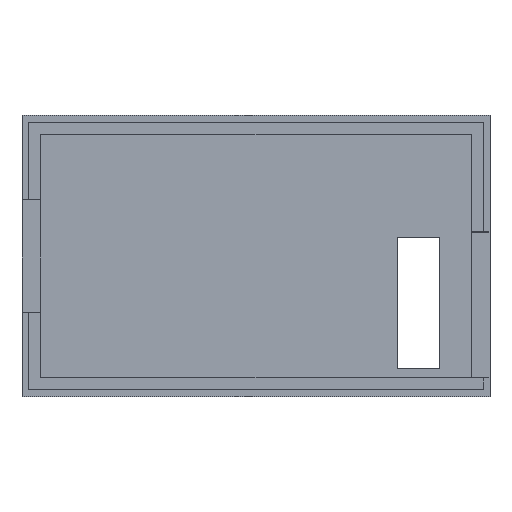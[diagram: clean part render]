
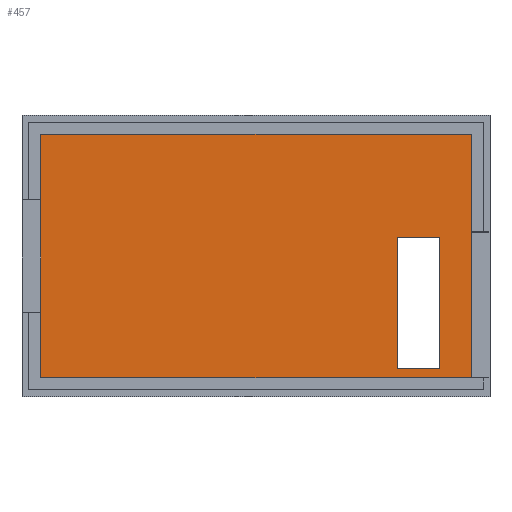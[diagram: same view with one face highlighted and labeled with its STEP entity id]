
A CAD part, top view. The second image highlights one B-rep face of the part: STEP entity #457.
In plain terms, the highlighted planar face has unit normal (0, 0, 1).
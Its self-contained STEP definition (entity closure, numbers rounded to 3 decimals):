
#33 = VERTEX_POINT('',#34);
#34 = CARTESIAN_POINT('',(-22.875,12.95,-4.4));
#43 = PLANE('',#44);
#44 = AXIS2_PLACEMENT_3D('',#45,#46,#47);
#45 = CARTESIAN_POINT('',(-22.875,12.95,-4.4));
#46 = DIRECTION('',(0.,1.,0.));
#47 = DIRECTION('',(1.,0.,0.));
#55 = PLANE('',#56);
#56 = AXIS2_PLACEMENT_3D('',#57,#58,#59);
#57 = CARTESIAN_POINT('',(-22.875,-12.95,-4.4));
#58 = DIRECTION('',(-1.,0.,0.));
#59 = DIRECTION('',(0.,1.,0.));
#96 = VERTEX_POINT('',#97);
#97 = CARTESIAN_POINT('',(22.875,12.95,-4.4));
#111 = PLANE('',#112);
#112 = AXIS2_PLACEMENT_3D('',#113,#114,#115);
#113 = CARTESIAN_POINT('',(22.875,12.95,-4.4));
#114 = DIRECTION('',(1.,0.,0.));
#115 = DIRECTION('',(0.,-1.,0.));
#123 = EDGE_CURVE('',#33,#96,#124,.T.);
#124 = SURFACE_CURVE('',#125,(#129,#136),.PCURVE_S1.);
#125 = LINE('',#126,#127);
#126 = CARTESIAN_POINT('',(-22.875,12.95,-4.4));
#127 = VECTOR('',#128,1.);
#128 = DIRECTION('',(1.,0.,0.));
#129 = PCURVE('',#43,#130);
#130 = DEFINITIONAL_REPRESENTATION('',(#131),#135);
#131 = LINE('',#132,#133);
#132 = CARTESIAN_POINT('',(0.,0.));
#133 = VECTOR('',#134,1.);
#134 = DIRECTION('',(1.,0.));
#135 = ( GEOMETRIC_REPRESENTATION_CONTEXT(2) 
PARAMETRIC_REPRESENTATION_CONTEXT() REPRESENTATION_CONTEXT('2D SPACE',''
  ) );
#136 = PCURVE('',#137,#142);
#137 = PLANE('',#138);
#138 = AXIS2_PLACEMENT_3D('',#139,#140,#141);
#139 = CARTESIAN_POINT('',(-22.875,12.95,-4.4));
#140 = DIRECTION('',(0.,0.,1.));
#141 = DIRECTION('',(1.,0.,0.));
#142 = DEFINITIONAL_REPRESENTATION('',(#143),#147);
#143 = LINE('',#144,#145);
#144 = CARTESIAN_POINT('',(0.,0.));
#145 = VECTOR('',#146,1.);
#146 = DIRECTION('',(1.,0.));
#147 = ( GEOMETRIC_REPRESENTATION_CONTEXT(2) 
PARAMETRIC_REPRESENTATION_CONTEXT() REPRESENTATION_CONTEXT('2D SPACE',''
  ) );
#152 = EDGE_CURVE('',#153,#33,#155,.T.);
#153 = VERTEX_POINT('',#154);
#154 = CARTESIAN_POINT('',(-22.875,-12.95,-4.4));
#155 = SURFACE_CURVE('',#156,(#160,#167),.PCURVE_S1.);
#156 = LINE('',#157,#158);
#157 = CARTESIAN_POINT('',(-22.875,-12.95,-4.4));
#158 = VECTOR('',#159,1.);
#159 = DIRECTION('',(0.,1.,0.));
#160 = PCURVE('',#55,#161);
#161 = DEFINITIONAL_REPRESENTATION('',(#162),#166);
#162 = LINE('',#163,#164);
#163 = CARTESIAN_POINT('',(0.,0.));
#164 = VECTOR('',#165,1.);
#165 = DIRECTION('',(1.,0.));
#166 = ( GEOMETRIC_REPRESENTATION_CONTEXT(2) 
PARAMETRIC_REPRESENTATION_CONTEXT() REPRESENTATION_CONTEXT('2D SPACE',''
  ) );
#167 = PCURVE('',#137,#168);
#168 = DEFINITIONAL_REPRESENTATION('',(#169),#173);
#169 = LINE('',#170,#171);
#170 = CARTESIAN_POINT('',(0.,-25.9));
#171 = VECTOR('',#172,1.);
#172 = DIRECTION('',(0.,1.));
#173 = ( GEOMETRIC_REPRESENTATION_CONTEXT(2) 
PARAMETRIC_REPRESENTATION_CONTEXT() REPRESENTATION_CONTEXT('2D SPACE',''
  ) );
#191 = PLANE('',#192);
#192 = AXIS2_PLACEMENT_3D('',#193,#194,#195);
#193 = CARTESIAN_POINT('',(22.875,-12.95,-4.4));
#194 = DIRECTION('',(0.,1.,0.));
#195 = DIRECTION('',(0.,0.,1.));
#334 = EDGE_CURVE('',#96,#335,#337,.T.);
#335 = VERTEX_POINT('',#336);
#336 = CARTESIAN_POINT('',(22.875,-12.95,-4.4));
#337 = SURFACE_CURVE('',#338,(#342,#349),.PCURVE_S1.);
#338 = LINE('',#339,#340);
#339 = CARTESIAN_POINT('',(22.875,12.95,-4.4));
#340 = VECTOR('',#341,1.);
#341 = DIRECTION('',(0.,-1.,0.));
#342 = PCURVE('',#111,#343);
#343 = DEFINITIONAL_REPRESENTATION('',(#344),#348);
#344 = LINE('',#345,#346);
#345 = CARTESIAN_POINT('',(0.,0.));
#346 = VECTOR('',#347,1.);
#347 = DIRECTION('',(1.,0.));
#348 = ( GEOMETRIC_REPRESENTATION_CONTEXT(2) 
PARAMETRIC_REPRESENTATION_CONTEXT() REPRESENTATION_CONTEXT('2D SPACE',''
  ) );
#349 = PCURVE('',#137,#350);
#350 = DEFINITIONAL_REPRESENTATION('',(#351),#355);
#351 = LINE('',#352,#353);
#352 = CARTESIAN_POINT('',(45.75,0.));
#353 = VECTOR('',#354,1.);
#354 = DIRECTION('',(0.,-1.));
#355 = ( GEOMETRIC_REPRESENTATION_CONTEXT(2) 
PARAMETRIC_REPRESENTATION_CONTEXT() REPRESENTATION_CONTEXT('2D SPACE',''
  ) );
#457 = ADVANCED_FACE('',(#458,#484),#137,.T.);
#458 = FACE_BOUND('',#459,.T.);
#459 = EDGE_LOOP('',(#460,#461,#462,#483));
#460 = ORIENTED_EDGE('',*,*,#123,.F.);
#461 = ORIENTED_EDGE('',*,*,#152,.F.);
#462 = ORIENTED_EDGE('',*,*,#463,.F.);
#463 = EDGE_CURVE('',#335,#153,#464,.T.);
#464 = SURFACE_CURVE('',#465,(#469,#476),.PCURVE_S1.);
#465 = LINE('',#466,#467);
#466 = CARTESIAN_POINT('',(22.875,-12.95,-4.4));
#467 = VECTOR('',#468,1.);
#468 = DIRECTION('',(-1.,0.,0.));
#469 = PCURVE('',#137,#470);
#470 = DEFINITIONAL_REPRESENTATION('',(#471),#475);
#471 = LINE('',#472,#473);
#472 = CARTESIAN_POINT('',(45.75,-25.9));
#473 = VECTOR('',#474,1.);
#474 = DIRECTION('',(-1.,0.));
#475 = ( GEOMETRIC_REPRESENTATION_CONTEXT(2) 
PARAMETRIC_REPRESENTATION_CONTEXT() REPRESENTATION_CONTEXT('2D SPACE',''
  ) );
#476 = PCURVE('',#191,#477);
#477 = DEFINITIONAL_REPRESENTATION('',(#478),#482);
#478 = LINE('',#479,#480);
#479 = CARTESIAN_POINT('',(0.,0.));
#480 = VECTOR('',#481,1.);
#481 = DIRECTION('',(0.,-1.));
#482 = ( GEOMETRIC_REPRESENTATION_CONTEXT(2) 
PARAMETRIC_REPRESENTATION_CONTEXT() REPRESENTATION_CONTEXT('2D SPACE',''
  ) );
#483 = ORIENTED_EDGE('',*,*,#334,.F.);
#484 = FACE_BOUND('',#485,.T.);
#485 = EDGE_LOOP('',(#486,#514,#540,#566));
#486 = ORIENTED_EDGE('',*,*,#487,.T.);
#487 = EDGE_CURVE('',#488,#490,#492,.T.);
#488 = VERTEX_POINT('',#489);
#489 = CARTESIAN_POINT('',(15.,2.,-4.4));
#490 = VERTEX_POINT('',#491);
#491 = CARTESIAN_POINT('',(19.5,2.,-4.4));
#492 = SURFACE_CURVE('',#493,(#497,#503),.PCURVE_S1.);
#493 = LINE('',#494,#495);
#494 = CARTESIAN_POINT('',(-1.688,2.,-4.4));
#495 = VECTOR('',#496,1.);
#496 = DIRECTION('',(1.,0.,-0.));
#497 = PCURVE('',#137,#498);
#498 = DEFINITIONAL_REPRESENTATION('',(#499),#502);
#499 = B_SPLINE_CURVE_WITH_KNOTS('',1,(#500,#501),.UNSPECIFIED.,.F.,.F.,
  (2,2),(16.238,21.638),.PIECEWISE_BEZIER_KNOTS.);
#500 = CARTESIAN_POINT('',(37.425,-10.95));
#501 = CARTESIAN_POINT('',(42.825,-10.95));
#502 = ( GEOMETRIC_REPRESENTATION_CONTEXT(2) 
PARAMETRIC_REPRESENTATION_CONTEXT() REPRESENTATION_CONTEXT('2D SPACE',''
  ) );
#503 = PCURVE('',#504,#509);
#504 = PLANE('',#505);
#505 = AXIS2_PLACEMENT_3D('',#506,#507,#508);
#506 = CARTESIAN_POINT('',(19.5,2.,-6.4));
#507 = DIRECTION('',(0.,-1.,0.));
#508 = DIRECTION('',(-1.,0.,0.));
#509 = DEFINITIONAL_REPRESENTATION('',(#510),#513);
#510 = B_SPLINE_CURVE_WITH_KNOTS('',1,(#511,#512),.UNSPECIFIED.,.F.,.F.,
  (2,2),(16.238,21.638),.PIECEWISE_BEZIER_KNOTS.);
#511 = CARTESIAN_POINT('',(4.95,-2.));
#512 = CARTESIAN_POINT('',(-0.45,-2.));
#513 = ( GEOMETRIC_REPRESENTATION_CONTEXT(2) 
PARAMETRIC_REPRESENTATION_CONTEXT() REPRESENTATION_CONTEXT('2D SPACE',''
  ) );
#514 = ORIENTED_EDGE('',*,*,#515,.T.);
#515 = EDGE_CURVE('',#490,#516,#518,.T.);
#516 = VERTEX_POINT('',#517);
#517 = CARTESIAN_POINT('',(19.5,-12.,-4.4));
#518 = SURFACE_CURVE('',#519,(#523,#529),.PCURVE_S1.);
#519 = LINE('',#520,#521);
#520 = CARTESIAN_POINT('',(19.5,0.475,-4.4));
#521 = VECTOR('',#522,1.);
#522 = DIRECTION('',(0.,-1.,0.));
#523 = PCURVE('',#137,#524);
#524 = DEFINITIONAL_REPRESENTATION('',(#525),#528);
#525 = B_SPLINE_CURVE_WITH_KNOTS('',1,(#526,#527),.UNSPECIFIED.,.F.,.F.,
  (2,2),(-2.925,13.875),.PIECEWISE_BEZIER_KNOTS.);
#526 = CARTESIAN_POINT('',(42.375,-9.55));
#527 = CARTESIAN_POINT('',(42.375,-26.35));
#528 = ( GEOMETRIC_REPRESENTATION_CONTEXT(2) 
PARAMETRIC_REPRESENTATION_CONTEXT() REPRESENTATION_CONTEXT('2D SPACE',''
  ) );
#529 = PCURVE('',#530,#535);
#530 = PLANE('',#531);
#531 = AXIS2_PLACEMENT_3D('',#532,#533,#534);
#532 = CARTESIAN_POINT('',(19.5,-12.,-6.4));
#533 = DIRECTION('',(-1.,0.,0.));
#534 = DIRECTION('',(0.,1.,0.));
#535 = DEFINITIONAL_REPRESENTATION('',(#536),#539);
#536 = B_SPLINE_CURVE_WITH_KNOTS('',1,(#537,#538),.UNSPECIFIED.,.F.,.F.,
  (2,2),(-2.925,13.875),.PIECEWISE_BEZIER_KNOTS.);
#537 = CARTESIAN_POINT('',(15.4,-2.));
#538 = CARTESIAN_POINT('',(-1.4,-2.));
#539 = ( GEOMETRIC_REPRESENTATION_CONTEXT(2) 
PARAMETRIC_REPRESENTATION_CONTEXT() REPRESENTATION_CONTEXT('2D SPACE',''
  ) );
#540 = ORIENTED_EDGE('',*,*,#541,.T.);
#541 = EDGE_CURVE('',#516,#542,#544,.T.);
#542 = VERTEX_POINT('',#543);
#543 = CARTESIAN_POINT('',(15.,-12.,-4.4));
#544 = SURFACE_CURVE('',#545,(#549,#555),.PCURVE_S1.);
#545 = LINE('',#546,#547);
#546 = CARTESIAN_POINT('',(-3.938,-12.,-4.4));
#547 = VECTOR('',#548,1.);
#548 = DIRECTION('',(-1.,0.,0.));
#549 = PCURVE('',#137,#550);
#550 = DEFINITIONAL_REPRESENTATION('',(#551),#554);
#551 = B_SPLINE_CURVE_WITH_KNOTS('',1,(#552,#553),.UNSPECIFIED.,.F.,.F.,
  (2,2),(-23.888,-18.488),.PIECEWISE_BEZIER_KNOTS.);
#552 = CARTESIAN_POINT('',(42.825,-24.95));
#553 = CARTESIAN_POINT('',(37.425,-24.95));
#554 = ( GEOMETRIC_REPRESENTATION_CONTEXT(2) 
PARAMETRIC_REPRESENTATION_CONTEXT() REPRESENTATION_CONTEXT('2D SPACE',''
  ) );
#555 = PCURVE('',#556,#561);
#556 = PLANE('',#557);
#557 = AXIS2_PLACEMENT_3D('',#558,#559,#560);
#558 = CARTESIAN_POINT('',(15.,-12.,-6.4));
#559 = DIRECTION('',(0.,1.,0.));
#560 = DIRECTION('',(1.,0.,0.));
#561 = DEFINITIONAL_REPRESENTATION('',(#562),#565);
#562 = B_SPLINE_CURVE_WITH_KNOTS('',1,(#563,#564),.UNSPECIFIED.,.F.,.F.,
  (2,2),(-23.888,-18.488),.PIECEWISE_BEZIER_KNOTS.);
#563 = CARTESIAN_POINT('',(4.95,-2.));
#564 = CARTESIAN_POINT('',(-0.45,-2.));
#565 = ( GEOMETRIC_REPRESENTATION_CONTEXT(2) 
PARAMETRIC_REPRESENTATION_CONTEXT() REPRESENTATION_CONTEXT('2D SPACE',''
  ) );
#566 = ORIENTED_EDGE('',*,*,#567,.T.);
#567 = EDGE_CURVE('',#542,#488,#568,.T.);
#568 = SURFACE_CURVE('',#569,(#573,#579),.PCURVE_S1.);
#569 = LINE('',#570,#571);
#570 = CARTESIAN_POINT('',(15.,7.475,-4.4));
#571 = VECTOR('',#572,1.);
#572 = DIRECTION('',(-0.,1.,0.));
#573 = PCURVE('',#137,#574);
#574 = DEFINITIONAL_REPRESENTATION('',(#575),#578);
#575 = B_SPLINE_CURVE_WITH_KNOTS('',1,(#576,#577),.UNSPECIFIED.,.F.,.F.,
  (2,2),(-20.875,-4.075),.PIECEWISE_BEZIER_KNOTS.);
#576 = CARTESIAN_POINT('',(37.875,-26.35));
#577 = CARTESIAN_POINT('',(37.875,-9.55));
#578 = ( GEOMETRIC_REPRESENTATION_CONTEXT(2) 
PARAMETRIC_REPRESENTATION_CONTEXT() REPRESENTATION_CONTEXT('2D SPACE',''
  ) );
#579 = PCURVE('',#580,#585);
#580 = PLANE('',#581);
#581 = AXIS2_PLACEMENT_3D('',#582,#583,#584);
#582 = CARTESIAN_POINT('',(15.,2.,-6.4));
#583 = DIRECTION('',(1.,0.,-0.));
#584 = DIRECTION('',(0.,-1.,0.));
#585 = DEFINITIONAL_REPRESENTATION('',(#586),#589);
#586 = B_SPLINE_CURVE_WITH_KNOTS('',1,(#587,#588),.UNSPECIFIED.,.F.,.F.,
  (2,2),(-20.875,-4.075),.PIECEWISE_BEZIER_KNOTS.);
#587 = CARTESIAN_POINT('',(15.4,-2.));
#588 = CARTESIAN_POINT('',(-1.4,-2.));
#589 = ( GEOMETRIC_REPRESENTATION_CONTEXT(2) 
PARAMETRIC_REPRESENTATION_CONTEXT() REPRESENTATION_CONTEXT('2D SPACE',''
  ) );
